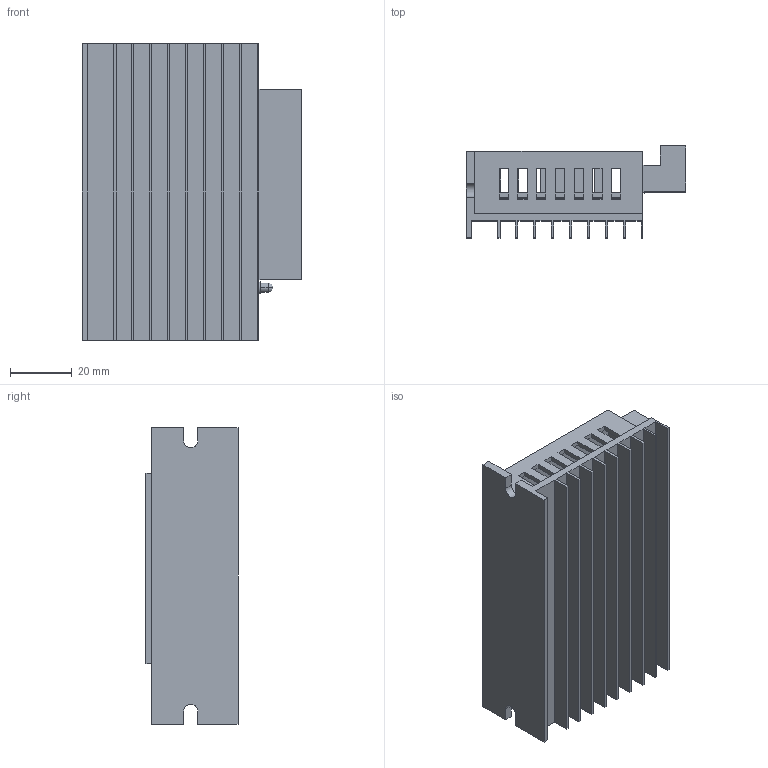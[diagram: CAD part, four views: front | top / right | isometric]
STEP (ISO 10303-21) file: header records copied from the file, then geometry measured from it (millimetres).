
FILE_DESCRIPTION (( 'STEP AP203' ), '1' );
FILE_NAME ('Driver-3.5A.STEP', '2020-07-07T10:59:16', ( 'user' ), ( '' ), 'SwSTEP 2.0', 'SolidWorks 2019', '' );
FILE_SCHEMA (( 'CONFIG_CONTROL_DESIGN' ));
Length unit declared in the file: millimetre
Products named in the file (1): Driver-3.5A
Bounding box: 71.2 x 29.8 x 96 mm (x, y, z)
Volume: 57520.6 mm3; surface area: 53148.1 mm2
Topology: 3 solids, 3 shells, 536 faces, 1407 edges, 932 vertices
Faces by surface type: plane 452, cylinder 56, cone 24, sphere 4
Entity records: 16348 total; most frequent: CARTESIAN_POINT 2864, ORIENTED_EDGE 2798, DIRECTION 2637, EDGE_CURVE 1399, LINE 1235, VECTOR 1235, VERTEX_POINT 928, AXIS2_PLACEMENT_3D 701
